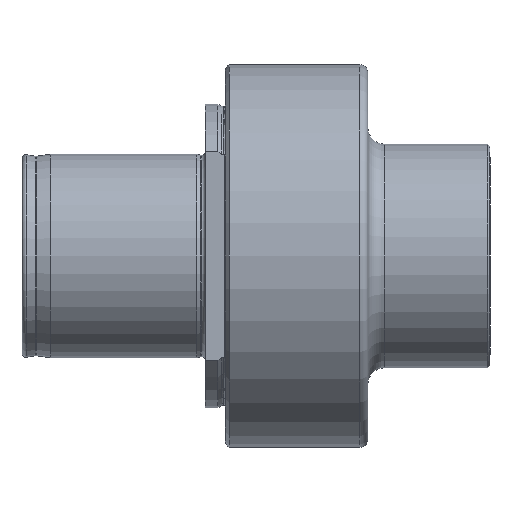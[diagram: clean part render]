
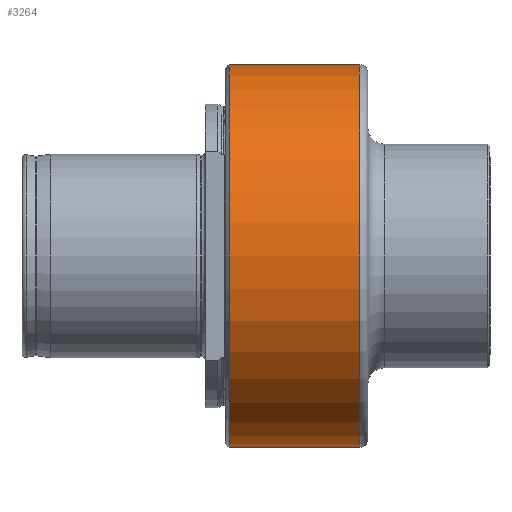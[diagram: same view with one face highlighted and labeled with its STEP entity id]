
A CAD part, front view. The second image highlights one B-rep face of the part: STEP entity #3264.
In plain terms, the highlighted cylindrical face has radius 47 mm (diameter 94 mm), a partial arc.
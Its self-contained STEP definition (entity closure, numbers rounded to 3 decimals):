
#363 = AXIS2_PLACEMENT_3D ( 'NONE', #1549, #1530, #1517 ) ;
#369 = VERTEX_POINT ( 'NONE', #2571 ) ;
#651 = LINE ( 'NONE', #3348, #2342 ) ;
#931 = VERTEX_POINT ( 'NONE', #1119 ) ;
#984 = VERTEX_POINT ( 'NONE', #1278 ) ;
#1119 = CARTESIAN_POINT ( 'NONE',  ( 50.9, 0., 47. ) ) ;
#1278 = CARTESIAN_POINT ( 'NONE',  ( 50.9, 0., -47. ) ) ;
#1496 = ORIENTED_EDGE ( 'NONE', *, *, #3386, .F. ) ;
#1517 = DIRECTION ( 'NONE',  ( 0., 0., 1. ) ) ;
#1530 = DIRECTION ( 'NONE',  ( -1., 0., 0. ) ) ;
#1549 = CARTESIAN_POINT ( 'NONE',  ( 83., 0., 0. ) ) ;
#1586 = EDGE_LOOP ( 'NONE', ( #1496, #1591, #1683, #1778 ) ) ;
#1591 = ORIENTED_EDGE ( 'NONE', *, *, #4133, .T. ) ;
#1683 = ORIENTED_EDGE ( 'NONE', *, *, #3645, .T. ) ;
#1778 = ORIENTED_EDGE ( 'NONE', *, *, #4085, .F. ) ;
#2288 = LINE ( 'NONE', #4448, #2395 ) ;
#2342 = VECTOR ( 'NONE', #3455, 1000. ) ;
#2395 = VECTOR ( 'NONE', #3549, 1000. ) ;
#2446 = DIRECTION ( 'NONE',  ( 0., 0., 1. ) ) ;
#2464 = DIRECTION ( 'NONE',  ( -1., 0., 0. ) ) ;
#2479 = CARTESIAN_POINT ( 'NONE',  ( 50.9, 0., 0. ) ) ;
#2571 = CARTESIAN_POINT ( 'NONE',  ( 83., 0., 47. ) ) ;
#2874 = AXIS2_PLACEMENT_3D ( 'NONE', #4065, #3211, #3158 ) ;
#3158 = DIRECTION ( 'NONE',  ( 0., 0., 1. ) ) ;
#3211 = DIRECTION ( 'NONE',  ( -1., 0., 0. ) ) ;
#3264 = ADVANCED_FACE ( 'NONE', ( #3626 ), #4426, .T. ) ;
#3348 = CARTESIAN_POINT ( 'NONE',  ( 0., 0., -47. ) ) ;
#3386 = EDGE_CURVE ( 'NONE', #4051, #984, #651, .T. ) ;
#3446 = CIRCLE ( 'NONE', #363, 47. ) ;
#3455 = DIRECTION ( 'NONE',  ( -1., 0., 0. ) ) ;
#3549 = DIRECTION ( 'NONE',  ( -1., 0., 0. ) ) ;
#3626 = FACE_OUTER_BOUND ( 'NONE', #1586, .T. ) ;
#3645 = EDGE_CURVE ( 'NONE', #369, #931, #2288, .T. ) ;
#4051 = VERTEX_POINT ( 'NONE', #4551 ) ;
#4065 = CARTESIAN_POINT ( 'NONE',  ( 0., 0., 0. ) ) ;
#4085 = EDGE_CURVE ( 'NONE', #984, #931, #4470, .T. ) ;
#4133 = EDGE_CURVE ( 'NONE', #4051, #369, #3446, .T. ) ;
#4273 = AXIS2_PLACEMENT_3D ( 'NONE', #2479, #2464, #2446 ) ;
#4426 = CYLINDRICAL_SURFACE ( 'NONE', #2874, 47. ) ;
#4448 = CARTESIAN_POINT ( 'NONE',  ( 0., 0., 47. ) ) ;
#4470 = CIRCLE ( 'NONE', #4273, 47. ) ;
#4551 = CARTESIAN_POINT ( 'NONE',  ( 83., 0., -47. ) ) ;
